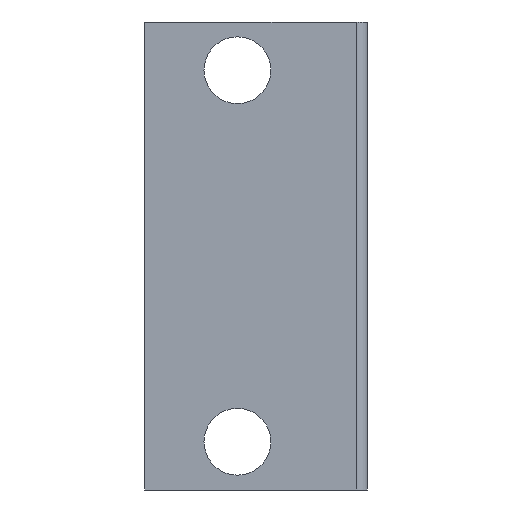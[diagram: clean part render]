
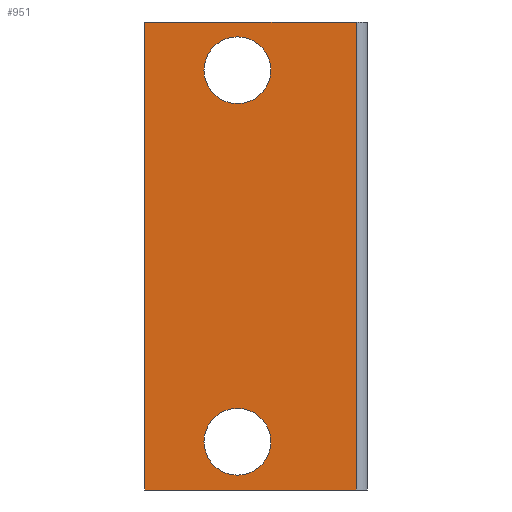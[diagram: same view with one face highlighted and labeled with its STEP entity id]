
A CAD part, front view. The second image highlights one B-rep face of the part: STEP entity #951.
In plain terms, the highlighted planar face has unit normal (0, -1, 0).
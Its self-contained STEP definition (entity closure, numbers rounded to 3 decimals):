
#68 = CARTESIAN_POINT ( 'NONE',  ( 82., -528.5, 83. ) ) ;
#77 = DIRECTION ( 'NONE',  ( 0., 0., 1. ) ) ;
#91 = DIRECTION ( 'NONE',  ( 0., -1., 0. ) ) ;
#103 = CARTESIAN_POINT ( 'NONE',  ( 94.5, -528.5, 76.5 ) ) ;
#104 = CARTESIAN_POINT ( 'NONE',  ( 82., -528.5, 20. ) ) ;
#107 = DIRECTION ( 'NONE',  ( 0., 0., 1. ) ) ;
#128 = CARTESIAN_POINT ( 'NONE',  ( 94.5, -528.5, 26.5 ) ) ;
#169 = DIRECTION ( 'NONE',  ( 0., -1., 0. ) ) ;
#171 = DIRECTION ( 'NONE',  ( 0., 0., 1. ) ) ;
#180 = DIRECTION ( 'NONE',  ( 0., -1., 0. ) ) ;
#182 = DIRECTION ( 'NONE',  ( 1., 0., 0. ) ) ;
#203 = DIRECTION ( 'NONE',  ( 0., 0., -1. ) ) ;
#225 = CARTESIAN_POINT ( 'NONE',  ( 110.5, -528.5, 83. ) ) ;
#230 = DIRECTION ( 'NONE',  ( 0., 0., 1. ) ) ;
#297 = CARTESIAN_POINT ( 'NONE',  ( 94.5, -528.5, 26.5 ) ) ;
#309 = DIRECTION ( 'NONE',  ( 0., 0., 1. ) ) ;
#310 = DIRECTION ( 'NONE',  ( 0., -1., 0. ) ) ;
#330 = DIRECTION ( 'NONE',  ( 1., 0., 0. ) ) ;
#332 = CARTESIAN_POINT ( 'NONE',  ( 82., -528.5, 83. ) ) ;
#339 = CARTESIAN_POINT ( 'NONE',  ( 94.5, -528.5, 76.5 ) ) ;
#454 = EDGE_LOOP ( 'NONE', ( #700, #762 ) ) ;
#484 = EDGE_LOOP ( 'NONE', ( #689, #1596 ) ) ;
#501 = EDGE_LOOP ( 'NONE', ( #1366, #737, #708, #751 ) ) ;
#515 = CARTESIAN_POINT ( 'NONE',  ( 82., -528.5, 83. ) ) ;
#522 = CARTESIAN_POINT ( 'NONE',  ( 110.5, -528.5, 83. ) ) ;
#545 = VERTEX_POINT ( 'NONE', #654 ) ;
#560 = VERTEX_POINT ( 'NONE', #612 ) ;
#562 = VERTEX_POINT ( 'NONE', #635 ) ;
#567 = VERTEX_POINT ( 'NONE', #584 ) ;
#570 = CARTESIAN_POINT ( 'NONE',  ( 94.5, -528.5, 31. ) ) ;
#571 = VERTEX_POINT ( 'NONE', #570 ) ;
#584 = CARTESIAN_POINT ( 'NONE',  ( 94.5, -528.5, 22. ) ) ;
#612 = CARTESIAN_POINT ( 'NONE',  ( 94.5, -528.5, 81. ) ) ;
#635 = CARTESIAN_POINT ( 'NONE',  ( 94.5, -528.5, 72. ) ) ;
#652 = VERTEX_POINT ( 'NONE', #515 ) ;
#654 = CARTESIAN_POINT ( 'NONE',  ( 110.5, -528.5, 20. ) ) ;
#664 = VERTEX_POINT ( 'NONE', #522 ) ;
#682 = VERTEX_POINT ( 'NONE', #1661 ) ;
#689 = ORIENTED_EDGE ( 'NONE', *, *, #1138, .F. ) ;
#700 = ORIENTED_EDGE ( 'NONE', *, *, #1137, .F. ) ;
#708 = ORIENTED_EDGE ( 'NONE', *, *, #1173, .F. ) ;
#737 = ORIENTED_EDGE ( 'NONE', *, *, #1157, .T. ) ;
#751 = ORIENTED_EDGE ( 'NONE', *, *, #1165, .T. ) ;
#762 = ORIENTED_EDGE ( 'NONE', *, *, #1152, .F. ) ;
#827 = DIRECTION ( 'NONE',  ( 0., 0., 1. ) ) ;
#884 = DIRECTION ( 'NONE',  ( 0., 1., 0. ) ) ;
#899 = PLANE ( 'NONE',  #1130 ) ;
#929 = CARTESIAN_POINT ( 'NONE',  ( 82., -528.5, 83. ) ) ;
#951 = ADVANCED_FACE ( 'NONE', ( #1399, #1390, #1392 ), #899, .F. ) ;
#1047 = AXIS2_PLACEMENT_3D ( 'NONE', #339, #91, #107 ) ;
#1059 = AXIS2_PLACEMENT_3D ( 'NONE', #297, #310, #309 ) ;
#1063 = AXIS2_PLACEMENT_3D ( 'NONE', #103, #180, #77 ) ;
#1068 = AXIS2_PLACEMENT_3D ( 'NONE', #128, #169, #171 ) ;
#1130 = AXIS2_PLACEMENT_3D ( 'NONE', #929, #884, #827 ) ;
#1135 = EDGE_CURVE ( 'NONE', #682, #545, #1532, .T. ) ;
#1137 = EDGE_CURVE ( 'NONE', #567, #571, #1346, .T. ) ;
#1138 = EDGE_CURVE ( 'NONE', #562, #560, #1372, .T. ) ;
#1152 = EDGE_CURVE ( 'NONE', #571, #567, #1251, .T. ) ;
#1157 = EDGE_CURVE ( 'NONE', #545, #664, #1500, .T. ) ;
#1165 = EDGE_CURVE ( 'NONE', #652, #682, #1290, .T. ) ;
#1173 = EDGE_CURVE ( 'NONE', #652, #664, #1232, .T. ) ;
#1195 = EDGE_CURVE ( 'NONE', #560, #562, #1250, .T. ) ;
#1232 = LINE ( 'NONE', #332, #1236 ) ;
#1236 = VECTOR ( 'NONE', #330, 1000. ) ;
#1250 = CIRCLE ( 'NONE', #1047, 4.5 ) ;
#1251 = CIRCLE ( 'NONE', #1059, 4.5 ) ;
#1284 = VECTOR ( 'NONE', #203, 1000. ) ;
#1290 = LINE ( 'NONE', #68, #1284 ) ;
#1346 = CIRCLE ( 'NONE', #1068, 4.5 ) ;
#1366 = ORIENTED_EDGE ( 'NONE', *, *, #1135, .T. ) ;
#1372 = CIRCLE ( 'NONE', #1063, 4.5 ) ;
#1390 = FACE_OUTER_BOUND ( 'NONE', #501, .T. ) ;
#1392 = FACE_BOUND ( 'NONE', #484, .T. ) ;
#1399 = FACE_BOUND ( 'NONE', #454, .T. ) ;
#1422 = VECTOR ( 'NONE', #230, 1000. ) ;
#1500 = LINE ( 'NONE', #225, #1422 ) ;
#1532 = LINE ( 'NONE', #104, #1565 ) ;
#1565 = VECTOR ( 'NONE', #182, 1000. ) ;
#1596 = ORIENTED_EDGE ( 'NONE', *, *, #1195, .F. ) ;
#1661 = CARTESIAN_POINT ( 'NONE',  ( 82., -528.5, 20. ) ) ;
